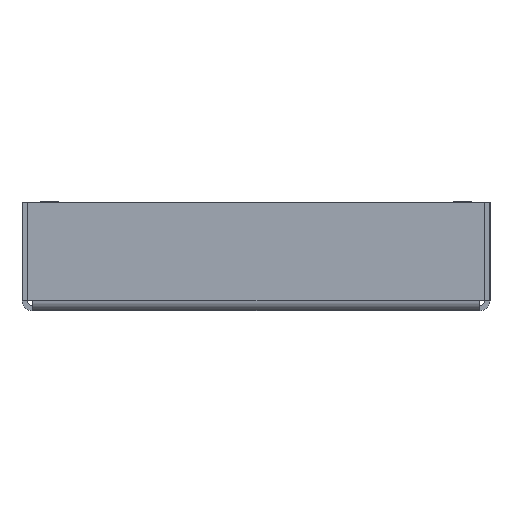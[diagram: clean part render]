
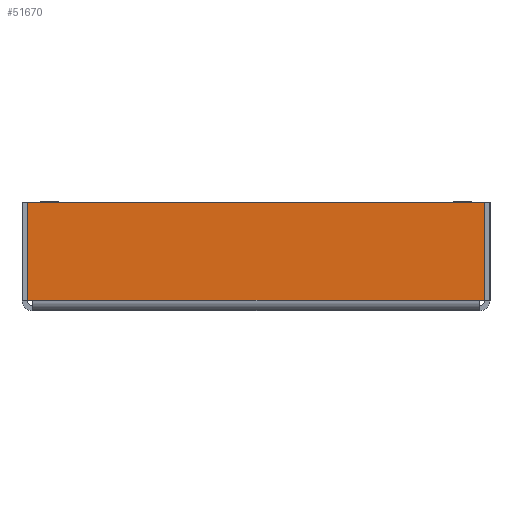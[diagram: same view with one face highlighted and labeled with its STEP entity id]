
A CAD part, left-side view. The second image highlights one B-rep face of the part: STEP entity #51670.
In plain terms, the highlighted planar face has unit normal (-1, 0, 0).
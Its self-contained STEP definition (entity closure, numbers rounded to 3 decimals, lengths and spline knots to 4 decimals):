
#5300=DIRECTION('',(0.,-1.,0.));
#5301=VECTOR('',#5300,4.044);
#5302=CARTESIAN_POINT('',(-10.266,4.14,0.096));
#5303=LINE('',#5302,#5301);
#5322=DIRECTION('',(0.,-1.,0.));
#5323=VECTOR('',#5322,0.048);
#5324=CARTESIAN_POINT('',(-10.266,4.188,0.096));
#5325=LINE('',#5324,#5323);
#5326=DIRECTION('',(0.,0.,-1.));
#5327=VECTOR('',#5326,0.889);
#5328=CARTESIAN_POINT('',(-10.266,4.188,0.985));
#5329=LINE('',#5328,#5327);
#5330=DIRECTION('',(0.,1.,0.));
#5331=VECTOR('',#5330,4.14);
#5332=CARTESIAN_POINT('',(-10.266,0.048,0.985));
#5333=LINE('',#5332,#5331);
#5334=DIRECTION('',(0.,0.,1.));
#5335=VECTOR('',#5334,0.889);
#5336=CARTESIAN_POINT('',(-10.266,0.048,0.096));
#5337=LINE('',#5336,#5335);
#5338=DIRECTION('',(0.,-1.,0.));
#5339=VECTOR('',#5338,0.048);
#5340=CARTESIAN_POINT('',(-10.266,0.096,0.096));
#5341=LINE('',#5340,#5339);
#45749=CARTESIAN_POINT('',(-10.266,0.096,0.096));
#45750=CARTESIAN_POINT('',(-10.266,0.048,0.096));
#45751=VERTEX_POINT('',#45749);
#45752=VERTEX_POINT('',#45750);
#45753=CARTESIAN_POINT('',(-10.266,0.048,0.985));
#45754=VERTEX_POINT('',#45753);
#45755=CARTESIAN_POINT('',(-10.266,4.188,0.985));
#45756=VERTEX_POINT('',#45755);
#45757=CARTESIAN_POINT('',(-10.266,4.188,0.096));
#45758=VERTEX_POINT('',#45757);
#45759=CARTESIAN_POINT('',(-10.266,4.14,0.096));
#45760=VERTEX_POINT('',#45759);
#51653=CARTESIAN_POINT('',(-10.266,1.0569,0.));
#51654=DIRECTION('',(-1.,0.,0.));
#51655=DIRECTION('',(0.,1.,0.));
#51656=AXIS2_PLACEMENT_3D('',#51653,#51654,#51655);
#51657=PLANE('',#51656);
#51658=ORIENTED_EDGE('',*,*,#51616,.F.);
#51659=ORIENTED_EDGE('',*,*,#51643,.F.);
#51661=ORIENTED_EDGE('',*,*,#51660,.F.);
#51663=ORIENTED_EDGE('',*,*,#51662,.F.);
#51665=ORIENTED_EDGE('',*,*,#51664,.F.);
#51667=ORIENTED_EDGE('',*,*,#51666,.F.);
#51668=EDGE_LOOP('',(#51658,#51659,#51661,#51663,#51665,#51667));
#51669=FACE_OUTER_BOUND('',#51668,.F.);
#51670=ADVANCED_FACE('',(#51669),#51657,.T.);
#51616=EDGE_CURVE('',#45760,#45751,#5303,.T.);
#51643=EDGE_CURVE('',#45758,#45760,#5325,.T.);
#51660=EDGE_CURVE('',#45756,#45758,#5329,.T.);
#51662=EDGE_CURVE('',#45754,#45756,#5333,.T.);
#51664=EDGE_CURVE('',#45752,#45754,#5337,.T.);
#51666=EDGE_CURVE('',#45751,#45752,#5341,.T.);
